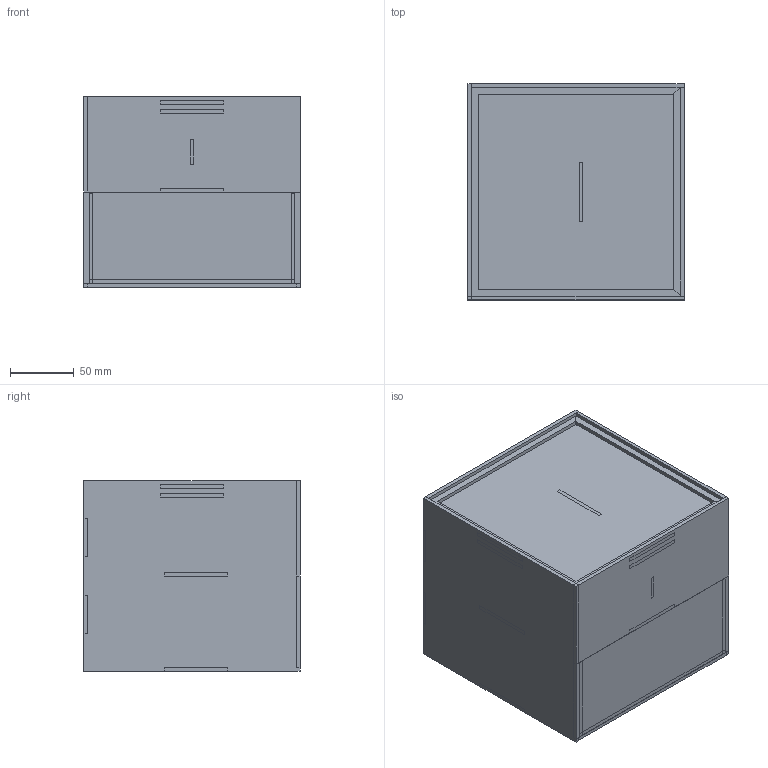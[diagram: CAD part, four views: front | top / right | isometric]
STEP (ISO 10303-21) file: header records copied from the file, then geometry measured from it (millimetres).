
FILE_DESCRIPTION(('HOOPS Exchange Step'),'2;1');
FILE_NAME('big box v2.stp','2025-12-19T17:05:25-05:00',('jdm'),('Unknown organisation'),'HOOPS Exchange 2025.8','HOOPS Exchange','Unknown authorisation');
FILE_SCHEMA( ('AP203_CONFIGURATION_CONTROLLED_3D_DESIGN_OF_MECHANICAL_PARTS_AND_ASSEMBLIES_MIM_LF') );
Length unit declared in the file: millimetre
Products named in the file (1): root
Bounding box: 170 x 170 x 150 mm (x, y, z)
Volume: 830668.2 mm3; surface area: 591273.3 mm2
Topology: 19 solids, 19 shells, 346 faces, 924 edges, 616 vertices
Faces by surface type: plane 346
Entity records: 10653 total; most frequent: CARTESIAN_POINT 1887, ORIENTED_EDGE 1848, DIRECTION 1618, VECTOR 924, LINE 924, EDGE_CURVE 924, VERTEX_POINT 616, EDGE_LOOP 378
